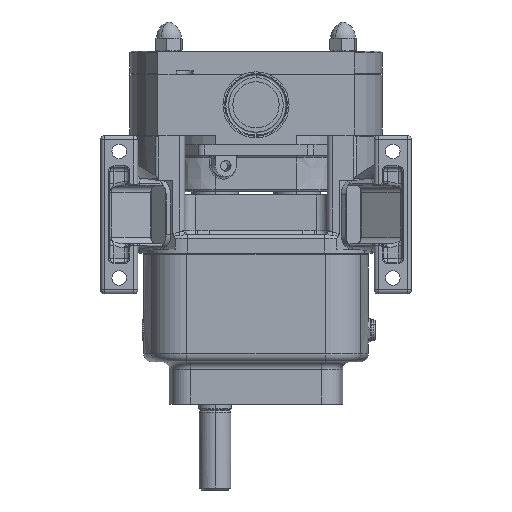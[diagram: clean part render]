
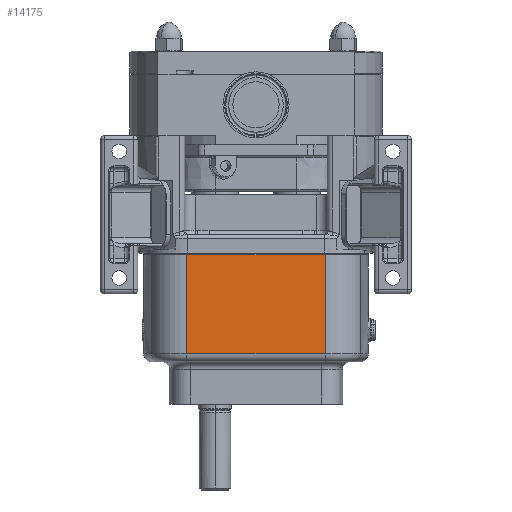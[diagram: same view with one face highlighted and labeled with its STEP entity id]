
A CAD part, front view. The second image highlights one B-rep face of the part: STEP entity #14175.
In plain terms, the highlighted planar face has unit normal (0, -1, 0).
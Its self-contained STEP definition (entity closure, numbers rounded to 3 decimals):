
#230 = CARTESIAN_POINT ( 'NONE',  ( 52.287, -60., -75. ) ) ;
#501 = EDGE_CURVE ( 'NONE', #12796, #9098, #2868, .T. ) ;
#632 = ORIENTED_EDGE ( 'NONE', *, *, #29204, .T. ) ;
#916 = PLANE ( 'NONE',  #30361 ) ;
#1059 = DIRECTION ( 'NONE',  ( 1., 0., 0. ) ) ;
#1089 = CARTESIAN_POINT ( 'NONE',  ( 52.287, -60., -75. ) ) ;
#2868 = LINE ( 'NONE', #230, #3809 ) ;
#3809 = VECTOR ( 'NONE', #17051, 1000. ) ;
#4546 = DIRECTION ( 'NONE',  ( -1., 0., 0. ) ) ;
#4975 = DIRECTION ( 'NONE',  ( 0., 1., 0. ) ) ;
#5928 = LINE ( 'NONE', #29838, #22222 ) ;
#5955 = EDGE_CURVE ( 'NONE', #12796, #14244, #16064, .T. ) ;
#6316 = ORIENTED_EDGE ( 'NONE', *, *, #5955, .F. ) ;
#6634 = DIRECTION ( 'NONE',  ( 0., 0., 1. ) ) ;
#9098 = VERTEX_POINT ( 'NONE', #1089 ) ;
#11313 = DIRECTION ( 'NONE',  ( 0., 0., 1. ) ) ;
#11767 = LINE ( 'NONE', #11920, #30357 ) ;
#11911 = ORIENTED_EDGE ( 'NONE', *, *, #501, .T. ) ;
#11920 = CARTESIAN_POINT ( 'NONE',  ( 52.287, -60., 0. ) ) ;
#12796 = VERTEX_POINT ( 'NONE', #24711 ) ;
#14175 = ADVANCED_FACE ( 'NONE', ( #26267 ), #916, .F. ) ;
#14244 = VERTEX_POINT ( 'NONE', #15871 ) ;
#14895 = VECTOR ( 'NONE', #6634, 1000. ) ;
#15871 = CARTESIAN_POINT ( 'NONE',  ( -52.287, -60., 0. ) ) ;
#16064 = LINE ( 'NONE', #18828, #14895 ) ;
#17051 = DIRECTION ( 'NONE',  ( 1., 0., 0. ) ) ;
#18828 = CARTESIAN_POINT ( 'NONE',  ( -52.287, -60., -81. ) ) ;
#21386 = EDGE_CURVE ( 'NONE', #9098, #24058, #5928, .T. ) ;
#22063 = EDGE_LOOP ( 'NONE', ( #6316, #11911, #23111, #632 ) ) ;
#22222 = VECTOR ( 'NONE', #11313, 1000. ) ;
#22351 = CARTESIAN_POINT ( 'NONE',  ( 52.287, -60., -81. ) ) ;
#23111 = ORIENTED_EDGE ( 'NONE', *, *, #21386, .T. ) ;
#24058 = VERTEX_POINT ( 'NONE', #29000 ) ;
#24711 = CARTESIAN_POINT ( 'NONE',  ( -52.287, -60., -75. ) ) ;
#26267 = FACE_OUTER_BOUND ( 'NONE', #22063, .T. ) ;
#29000 = CARTESIAN_POINT ( 'NONE',  ( 52.287, -60., 0. ) ) ;
#29204 = EDGE_CURVE ( 'NONE', #24058, #14244, #11767, .T. ) ;
#29838 = CARTESIAN_POINT ( 'NONE',  ( 52.287, -60., -81. ) ) ;
#30357 = VECTOR ( 'NONE', #4546, 1000. ) ;
#30361 = AXIS2_PLACEMENT_3D ( 'NONE', #22351, #4975, #1059 ) ;
